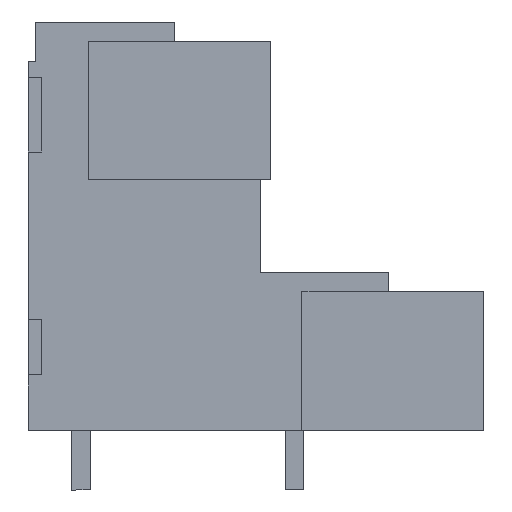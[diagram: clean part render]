
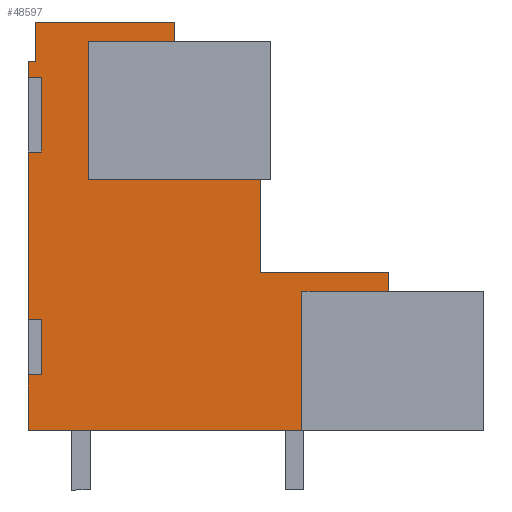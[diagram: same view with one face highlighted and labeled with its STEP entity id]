
A CAD part, left-side view. The second image highlights one B-rep face of the part: STEP entity #48597.
In plain terms, the highlighted planar face has unit normal (-1, 0, 0).
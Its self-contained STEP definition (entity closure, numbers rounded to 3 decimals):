
#48516=AXIS2_PLACEMENT_3D('Plane Axis2P3D',#48513,#48514,#48515) ;
#303=CARTESIAN_POINT('Vertex',(0.7,24.55,23.09)) ;
#1435=CARTESIAN_POINT('Vertex',(0.7,24.55,9.2)) ;
#1438=CARTESIAN_POINT('Line Origine',(0.7,24.55,13.7)) ;
#1442=CARTESIAN_POINT('Vertex',(0.7,24.55,18.2)) ;
#1463=CARTESIAN_POINT('Vertex',(0.7,24.55,22.2)) ;
#1466=CARTESIAN_POINT('Line Origine',(0.7,24.55,22.645)) ;
#2332=CARTESIAN_POINT('Line Origine',(0.7,24.35,23.09)) ;
#2336=CARTESIAN_POINT('Vertex',(0.7,24.15,23.09)) ;
#2989=CARTESIAN_POINT('Vertex',(0.7,16.65,25.2)) ;
#3549=CARTESIAN_POINT('Vertex',(0.7,24.15,25.2)) ;
#3552=CARTESIAN_POINT('Line Origine',(0.7,20.4,25.2)) ;
#3653=CARTESIAN_POINT('Vertex',(0.7,16.65,24.175)) ;
#3656=CARTESIAN_POINT('Line Origine',(0.7,16.65,24.687)) ;
#3722=CARTESIAN_POINT('Line Origine',(0.7,18.975,24.175)) ;
#3726=CARTESIAN_POINT('Vertex',(0.7,21.3,24.175)) ;
#4397=CARTESIAN_POINT('Vertex',(0.7,12.05,16.725)) ;
#4425=CARTESIAN_POINT('Vertex',(0.7,21.3,16.725)) ;
#4428=CARTESIAN_POINT('Line Origine',(0.7,16.675,16.725)) ;
#4453=CARTESIAN_POINT('Vertex',(0.7,12.05,11.7)) ;
#4456=CARTESIAN_POINT('Line Origine',(0.7,12.05,14.212)) ;
#4477=CARTESIAN_POINT('Vertex',(0.7,5.15,11.7)) ;
#4480=CARTESIAN_POINT('Line Origine',(0.7,8.6,11.7)) ;
#4501=CARTESIAN_POINT('Vertex',(0.7,5.15,10.7)) ;
#4504=CARTESIAN_POINT('Line Origine',(0.7,5.15,11.2)) ;
#4570=CARTESIAN_POINT('Line Origine',(0.7,7.475,10.7)) ;
#4574=CARTESIAN_POINT('Vertex',(0.7,9.8,10.7)) ;
#5315=CARTESIAN_POINT('Vertex',(0.7,9.8,3.2)) ;
#5318=CARTESIAN_POINT('Line Origine',(0.7,17.175,3.2)) ;
#5322=CARTESIAN_POINT('Vertex',(0.7,24.55,3.2)) ;
#48501=CARTESIAN_POINT('Line Origine',(0.7,21.3,20.45)) ;
#48513=CARTESIAN_POINT('Axis2P3D Location',(0.7,24.15,3.2)) ;
#48518=CARTESIAN_POINT('Line Origine',(0.7,24.2,9.2)) ;
#48522=CARTESIAN_POINT('Vertex',(0.7,23.85,9.2)) ;
#48525=CARTESIAN_POINT('Line Origine',(0.7,23.85,7.7)) ;
#48529=CARTESIAN_POINT('Vertex',(0.7,23.85,6.2)) ;
#48532=CARTESIAN_POINT('Line Origine',(0.7,24.2,6.2)) ;
#48536=CARTESIAN_POINT('Vertex',(0.7,24.55,6.2)) ;
#48539=CARTESIAN_POINT('Line Origine',(0.7,24.55,4.7)) ;
#48544=CARTESIAN_POINT('Line Origine',(0.7,9.8,6.95)) ;
#48549=CARTESIAN_POINT('Line Origine',(0.7,24.15,24.145)) ;
#48554=CARTESIAN_POINT('Line Origine',(0.7,24.2,22.2)) ;
#48558=CARTESIAN_POINT('Vertex',(0.7,23.85,22.2)) ;
#48561=CARTESIAN_POINT('Line Origine',(0.7,23.85,20.2)) ;
#48565=CARTESIAN_POINT('Vertex',(0.7,23.85,18.2)) ;
#48568=CARTESIAN_POINT('Line Origine',(0.7,24.2,18.2)) ;
#1439=DIRECTION('Vector Direction',(0.,0.,-1.)) ;
#1467=DIRECTION('Vector Direction',(0.,0.,-1.)) ;
#2333=DIRECTION('Vector Direction',(0.,-1.,0.)) ;
#3553=DIRECTION('Vector Direction',(0.,-1.,0.)) ;
#3657=DIRECTION('Vector Direction',(0.,0.,1.)) ;
#3723=DIRECTION('Vector Direction',(0.,1.,0.)) ;
#4429=DIRECTION('Vector Direction',(0.,1.,0.)) ;
#4457=DIRECTION('Vector Direction',(0.,0.,1.)) ;
#4481=DIRECTION('Vector Direction',(0.,1.,0.)) ;
#4505=DIRECTION('Vector Direction',(0.,0.,1.)) ;
#4571=DIRECTION('Vector Direction',(0.,1.,0.)) ;
#5319=DIRECTION('Vector Direction',(0.,-1.,0.)) ;
#48502=DIRECTION('Vector Direction',(0.,0.,-1.)) ;
#48514=DIRECTION('Axis2P3D Direction',(-1.,0.,0.)) ;
#48515=DIRECTION('Axis2P3D XDirection',(0.,1.,0.)) ;
#48519=DIRECTION('Vector Direction',(0.,-1.,0.)) ;
#48526=DIRECTION('Vector Direction',(0.,0.,1.)) ;
#48533=DIRECTION('Vector Direction',(0.,-1.,0.)) ;
#48540=DIRECTION('Vector Direction',(0.,0.,-1.)) ;
#48545=DIRECTION('Vector Direction',(0.,0.,-1.)) ;
#48550=DIRECTION('Vector Direction',(0.,0.,1.)) ;
#48555=DIRECTION('Vector Direction',(0.,-1.,0.)) ;
#48562=DIRECTION('Vector Direction',(0.,0.,1.)) ;
#48569=DIRECTION('Vector Direction',(0.,-1.,0.)) ;
#1440=VECTOR('Line Direction',#1439,1.) ;
#1468=VECTOR('Line Direction',#1467,1.) ;
#2334=VECTOR('Line Direction',#2333,1.) ;
#3554=VECTOR('Line Direction',#3553,1.) ;
#3658=VECTOR('Line Direction',#3657,1.) ;
#3724=VECTOR('Line Direction',#3723,1.) ;
#4430=VECTOR('Line Direction',#4429,1.) ;
#4458=VECTOR('Line Direction',#4457,1.) ;
#4482=VECTOR('Line Direction',#4481,1.) ;
#4506=VECTOR('Line Direction',#4505,1.) ;
#4572=VECTOR('Line Direction',#4571,1.) ;
#5320=VECTOR('Line Direction',#5319,1.) ;
#48503=VECTOR('Line Direction',#48502,1.) ;
#48520=VECTOR('Line Direction',#48519,1.) ;
#48527=VECTOR('Line Direction',#48526,1.) ;
#48534=VECTOR('Line Direction',#48533,1.) ;
#48541=VECTOR('Line Direction',#48540,1.) ;
#48546=VECTOR('Line Direction',#48545,1.) ;
#48551=VECTOR('Line Direction',#48550,1.) ;
#48556=VECTOR('Line Direction',#48555,1.) ;
#48563=VECTOR('Line Direction',#48562,1.) ;
#48570=VECTOR('Line Direction',#48569,1.) ;
#48574=ORIENTED_EDGE('',*,*,#1444,.T.) ;
#48575=ORIENTED_EDGE('',*,*,#48524,.T.) ;
#48576=ORIENTED_EDGE('',*,*,#48531,.F.) ;
#48577=ORIENTED_EDGE('',*,*,#48538,.F.) ;
#48578=ORIENTED_EDGE('',*,*,#48543,.T.) ;
#48579=ORIENTED_EDGE('',*,*,#5324,.T.) ;
#48580=ORIENTED_EDGE('',*,*,#48548,.F.) ;
#48581=ORIENTED_EDGE('',*,*,#4576,.F.) ;
#48582=ORIENTED_EDGE('',*,*,#4508,.T.) ;
#48583=ORIENTED_EDGE('',*,*,#4484,.T.) ;
#48584=ORIENTED_EDGE('',*,*,#4460,.T.) ;
#48585=ORIENTED_EDGE('',*,*,#4432,.T.) ;
#48586=ORIENTED_EDGE('',*,*,#48505,.F.) ;
#48587=ORIENTED_EDGE('',*,*,#3728,.F.) ;
#48588=ORIENTED_EDGE('',*,*,#3660,.T.) ;
#48589=ORIENTED_EDGE('',*,*,#3556,.F.) ;
#48590=ORIENTED_EDGE('',*,*,#48553,.F.) ;
#48591=ORIENTED_EDGE('',*,*,#2338,.F.) ;
#48592=ORIENTED_EDGE('',*,*,#1470,.T.) ;
#48593=ORIENTED_EDGE('',*,*,#48560,.T.) ;
#48594=ORIENTED_EDGE('',*,*,#48567,.F.) ;
#48595=ORIENTED_EDGE('',*,*,#48572,.F.) ;
#48597=ADVANCED_FACE('HOUSING',(#48596),#48517,.T.) ;
#1444=EDGE_CURVE('',#1443,#1436,#1441,.T.) ;
#1470=EDGE_CURVE('',#304,#1464,#1469,.T.) ;
#2338=EDGE_CURVE('',#304,#2337,#2335,.T.) ;
#3556=EDGE_CURVE('',#3550,#2990,#3555,.T.) ;
#3660=EDGE_CURVE('',#3654,#2990,#3659,.T.) ;
#3728=EDGE_CURVE('',#3654,#3727,#3725,.T.) ;
#4432=EDGE_CURVE('',#4398,#4426,#4431,.T.) ;
#4460=EDGE_CURVE('',#4454,#4398,#4459,.T.) ;
#4484=EDGE_CURVE('',#4478,#4454,#4483,.T.) ;
#4508=EDGE_CURVE('',#4502,#4478,#4507,.T.) ;
#4576=EDGE_CURVE('',#4502,#4575,#4573,.T.) ;
#5324=EDGE_CURVE('',#5323,#5316,#5321,.T.) ;
#48505=EDGE_CURVE('',#3727,#4426,#48504,.T.) ;
#48524=EDGE_CURVE('',#1436,#48523,#48521,.T.) ;
#48531=EDGE_CURVE('',#48530,#48523,#48528,.T.) ;
#48538=EDGE_CURVE('',#48537,#48530,#48535,.T.) ;
#48543=EDGE_CURVE('',#48537,#5323,#48542,.T.) ;
#48548=EDGE_CURVE('',#4575,#5316,#48547,.T.) ;
#48553=EDGE_CURVE('',#2337,#3550,#48552,.T.) ;
#48560=EDGE_CURVE('',#1464,#48559,#48557,.T.) ;
#48567=EDGE_CURVE('',#48566,#48559,#48564,.T.) ;
#48572=EDGE_CURVE('',#1443,#48566,#48571,.T.) ;
#48573=EDGE_LOOP('',(#48574,#48575,#48576,#48577,#48578,#48579,#48580,#48581,#48582,#48583,#48584,#48585,#48586,#48587,#48588,#48589,#48590,#48591,#48592,#48593,#48594,#48595)) ;
#48596=FACE_OUTER_BOUND('',#48573,.T.) ;
#1441=LINE('Line',#1438,#1440) ;
#1469=LINE('Line',#1466,#1468) ;
#2335=LINE('Line',#2332,#2334) ;
#3555=LINE('Line',#3552,#3554) ;
#3659=LINE('Line',#3656,#3658) ;
#3725=LINE('Line',#3722,#3724) ;
#4431=LINE('Line',#4428,#4430) ;
#4459=LINE('Line',#4456,#4458) ;
#4483=LINE('Line',#4480,#4482) ;
#4507=LINE('Line',#4504,#4506) ;
#4573=LINE('Line',#4570,#4572) ;
#5321=LINE('Line',#5318,#5320) ;
#48504=LINE('Line',#48501,#48503) ;
#48521=LINE('Line',#48518,#48520) ;
#48528=LINE('Line',#48525,#48527) ;
#48535=LINE('Line',#48532,#48534) ;
#48542=LINE('Line',#48539,#48541) ;
#48547=LINE('Line',#48544,#48546) ;
#48552=LINE('Line',#48549,#48551) ;
#48557=LINE('Line',#48554,#48556) ;
#48564=LINE('Line',#48561,#48563) ;
#48571=LINE('Line',#48568,#48570) ;
#48517=PLANE('',#48516) ;
#304=VERTEX_POINT('',#303) ;
#1436=VERTEX_POINT('',#1435) ;
#1443=VERTEX_POINT('',#1442) ;
#1464=VERTEX_POINT('',#1463) ;
#2337=VERTEX_POINT('',#2336) ;
#2990=VERTEX_POINT('',#2989) ;
#3550=VERTEX_POINT('',#3549) ;
#3654=VERTEX_POINT('',#3653) ;
#3727=VERTEX_POINT('',#3726) ;
#4398=VERTEX_POINT('',#4397) ;
#4426=VERTEX_POINT('',#4425) ;
#4454=VERTEX_POINT('',#4453) ;
#4478=VERTEX_POINT('',#4477) ;
#4502=VERTEX_POINT('',#4501) ;
#4575=VERTEX_POINT('',#4574) ;
#5316=VERTEX_POINT('',#5315) ;
#5323=VERTEX_POINT('',#5322) ;
#48523=VERTEX_POINT('',#48522) ;
#48530=VERTEX_POINT('',#48529) ;
#48537=VERTEX_POINT('',#48536) ;
#48559=VERTEX_POINT('',#48558) ;
#48566=VERTEX_POINT('',#48565) ;
